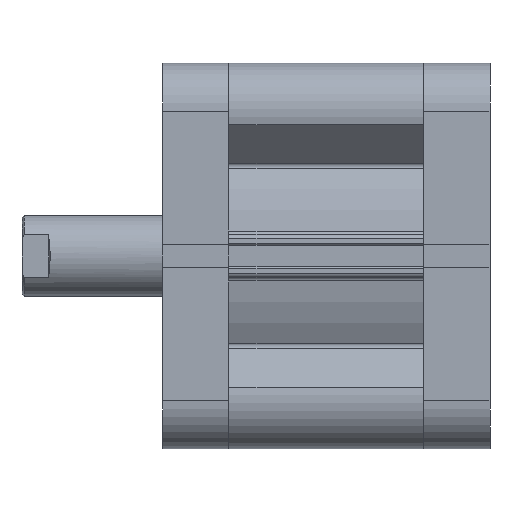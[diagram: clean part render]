
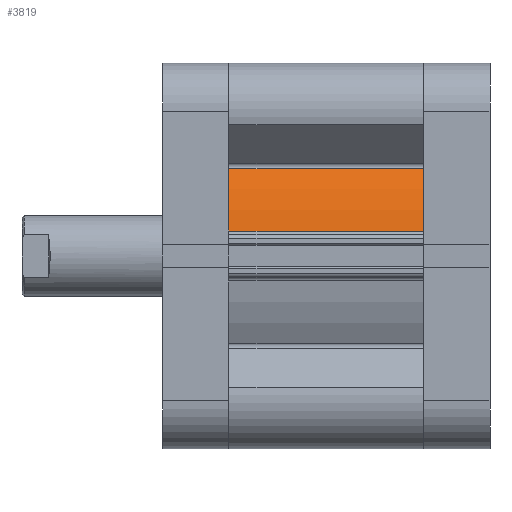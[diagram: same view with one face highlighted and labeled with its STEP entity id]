
A CAD part, front view. The second image highlights one B-rep face of the part: STEP entity #3819.
In plain terms, the highlighted cylindrical face has radius 43.5 mm (diameter 87 mm), a partial arc.
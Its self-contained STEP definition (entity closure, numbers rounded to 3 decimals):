
#911 = EDGE_CURVE ( 'NONE', #11111, #11115, #8933, .T. ) ;
#920 = EDGE_CURVE ( 'NONE', #11119, #11115, #8944, .T. ) ;
#921 = EDGE_CURVE ( 'NONE', #11123, #11119, #8949, .T. ) ;
#922 = EDGE_CURVE ( 'NONE', #11111, #11123, #8941, .T. ) ;
#1297 = AXIS2_PLACEMENT_3D ( 'NONE', #2756, #2757, #2758 ) ;
#1304 = AXIS2_PLACEMENT_3D ( 'NONE', #2782, #2784, #2785 ) ;
#1388 = AXIS2_PLACEMENT_3D ( 'NONE', #3257, #3256, #3255 ) ;
#2756 = CARTESIAN_POINT ( 'NONE',  ( 0., 0., 48.5 ) ) ;
#2757 = DIRECTION ( 'NONE',  ( 0., 0., 1. ) ) ;
#2758 = DIRECTION ( 'NONE',  ( 1., 0., 0. ) ) ;
#2773 = CARTESIAN_POINT ( 'NONE',  ( 21.765, -37.663, 48.5 ) ) ;
#2781 = DIRECTION ( 'NONE',  ( 0., 0., 1. ) ) ;
#2782 = CARTESIAN_POINT ( 'NONE',  ( 0., 0., 0. ) ) ;
#2784 = DIRECTION ( 'NONE',  ( 0., 0., 1. ) ) ;
#2785 = DIRECTION ( 'NONE',  ( 1., 0., 0. ) ) ;
#2786 = CARTESIAN_POINT ( 'NONE',  ( 6.11, -43.069, 48.5 ) ) ;
#2787 = DIRECTION ( 'NONE',  ( 0., 0., -1. ) ) ;
#3255 = DIRECTION ( 'NONE',  ( -1., 0., 0. ) ) ;
#3256 = DIRECTION ( 'NONE',  ( 0., 0., -1. ) ) ;
#3257 = CARTESIAN_POINT ( 'NONE',  ( 0., 0., 48.5 ) ) ;
#3819 = ADVANCED_FACE ( 'NONE', ( #4166 ), #4169, .T. ) ;
#4166 = FACE_OUTER_BOUND ( 'NONE', #5881, .T. ) ;
#4169 = CYLINDRICAL_SURFACE ( 'NONE', #1388, 43.5 ) ;
#5881 = EDGE_LOOP ( 'NONE', ( #6039, #6121, #6176, #6198 ) ) ;
#6039 = ORIENTED_EDGE ( 'NONE', *, *, #921, .T. ) ;
#6121 = ORIENTED_EDGE ( 'NONE', *, *, #920, .T. ) ;
#6176 = ORIENTED_EDGE ( 'NONE', *, *, #911, .F. ) ;
#6198 = ORIENTED_EDGE ( 'NONE', *, *, #922, .T. ) ;
#8933 = CIRCLE ( 'NONE', #1297, 43.5 ) ;
#8936 = VECTOR ( 'NONE', #2781, 1000. ) ;
#8941 = LINE ( 'NONE', #2786, #8943 ) ;
#8943 = VECTOR ( 'NONE', #2787, 1000. ) ;
#8944 = LINE ( 'NONE', #2773, #8936 ) ;
#8949 = CIRCLE ( 'NONE', #1304, 43.5 ) ;
#10483 = CARTESIAN_POINT ( 'NONE',  ( 6.11, -43.069, 48.5 ) ) ;
#10487 = CARTESIAN_POINT ( 'NONE',  ( 21.765, -37.663, 48.5 ) ) ;
#10491 = CARTESIAN_POINT ( 'NONE',  ( 21.765, -37.663, 0. ) ) ;
#10495 = CARTESIAN_POINT ( 'NONE',  ( 6.11, -43.069, 0. ) ) ;
#11111 = VERTEX_POINT ( 'NONE', #10483 ) ;
#11115 = VERTEX_POINT ( 'NONE', #10487 ) ;
#11119 = VERTEX_POINT ( 'NONE', #10491 ) ;
#11123 = VERTEX_POINT ( 'NONE', #10495 ) ;
